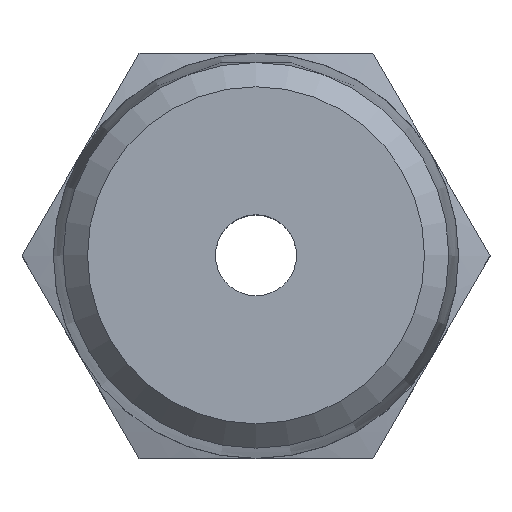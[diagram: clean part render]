
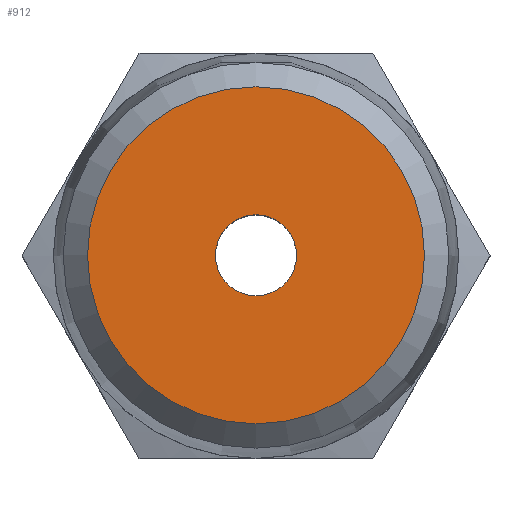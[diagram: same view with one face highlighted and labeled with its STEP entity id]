
A CAD part, top view. The second image highlights one B-rep face of the part: STEP entity #912.
In plain terms, the highlighted planar face has unit normal (0, 0, 1).
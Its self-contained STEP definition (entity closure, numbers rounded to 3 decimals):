
#187=ORIENTED_EDGE('',*,*,#316,.F.);
#188=ORIENTED_EDGE('',*,*,#317,.F.);
#316=EDGE_CURVE('',#384,#384,#420,.T.);
#317=EDGE_CURVE('',#385,#385,#421,.F.);
#384=VERTEX_POINT('',#1370);
#385=VERTEX_POINT('',#1372);
#420=CIRCLE('',#979,4.158);
#421=CIRCLE('',#980,1.);
#467=EDGE_LOOP('',(#187));
#468=EDGE_LOOP('',(#188));
#531=FACE_BOUND('',#467,.T.);
#532=FACE_BOUND('',#468,.T.);
#575=PLANE('',#978);
#912=ADVANCED_FACE('',(#531,#532),#575,.F.);
#978=AXIS2_PLACEMENT_3D('',#1368,#1104,#1105);
#979=AXIS2_PLACEMENT_3D('',#1369,#1106,#1107);
#980=AXIS2_PLACEMENT_3D('',#1371,#1108,#1109);
#1104=DIRECTION('',(0.,0.,-1.));
#1105=DIRECTION('',(-1.,0.,0.));
#1106=DIRECTION('',(0.,0.,-1.));
#1107=DIRECTION('',(-1.,0.,0.));
#1108=DIRECTION('',(0.,0.,-1.));
#1109=DIRECTION('',(-1.,0.,0.));
#1368=CARTESIAN_POINT('',(0.,0.,8.));
#1369=CARTESIAN_POINT('',(0.,0.,8.));
#1370=CARTESIAN_POINT('',(-4.158,0.,8.));
#1371=CARTESIAN_POINT('',(0.,0.,8.));
#1372=CARTESIAN_POINT('',(-1.,0.,8.));
